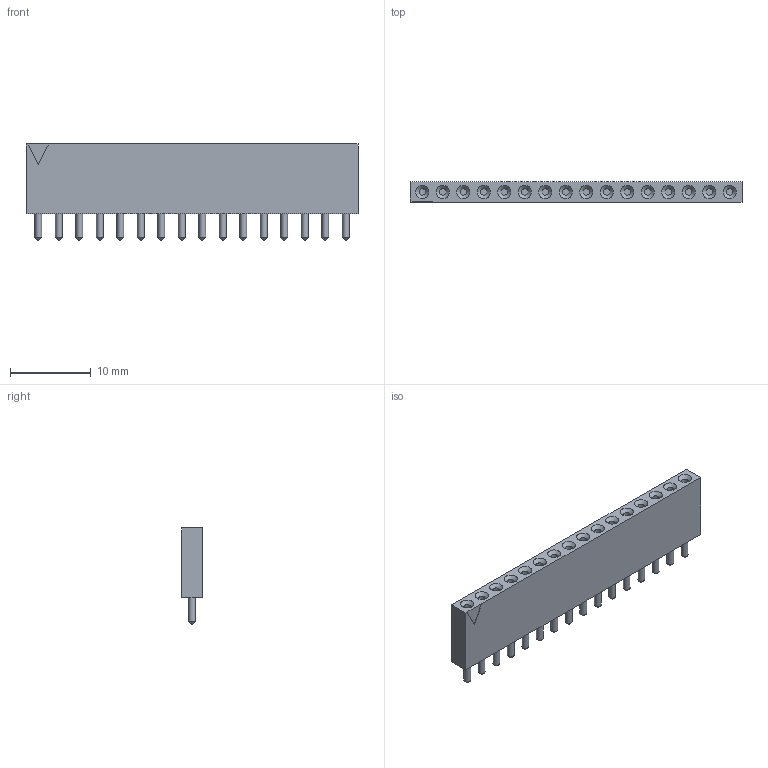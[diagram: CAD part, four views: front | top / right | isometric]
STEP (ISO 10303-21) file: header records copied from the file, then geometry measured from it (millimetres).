
FILE_DESCRIPTION(('FreeCAD Model'),'2;1');
FILE_NAME('1642102.1.1.stp','2022-03-10T08:22:29',( 'Author'),(''),'Open CASCADE STEP processor 6.9','FreeCAD','Unknown' );
FILE_SCHEMA(('AUTOMOTIVE_DESIGN { 1 0 10303 214 1 1 1 1 }'));
Length unit declared in the file: millimetre
Products named in the file (3): ASSEMBLY; Body; LeadsArray
Assembly tree (2 placements, depth 2):
  ASSEMBLY
    Body
    LeadsArray
Bounding box: 41.14 x 2.5 x 11.9 mm (x, y, z)
Volume: 866.8 mm3; surface area: 1451.7 mm2
Topology: 17 solids, 17 shells, 121 faces, 181 edges, 110 vertices
Faces by surface type: plane 57, cone 32, cylinder 32
Full cylindrical faces by diameter (mm): 0.82 x32
Entity records: 5115 total; most frequent: CARTESIAN_POINT 841, DIRECTION 823, ORIENTED_EDGE 362, PCURVE 362, DEFINITIONAL_REPRESENTATION 362, LINE 319, VECTOR 319, AXIS2_PLACEMENT_3D 220
